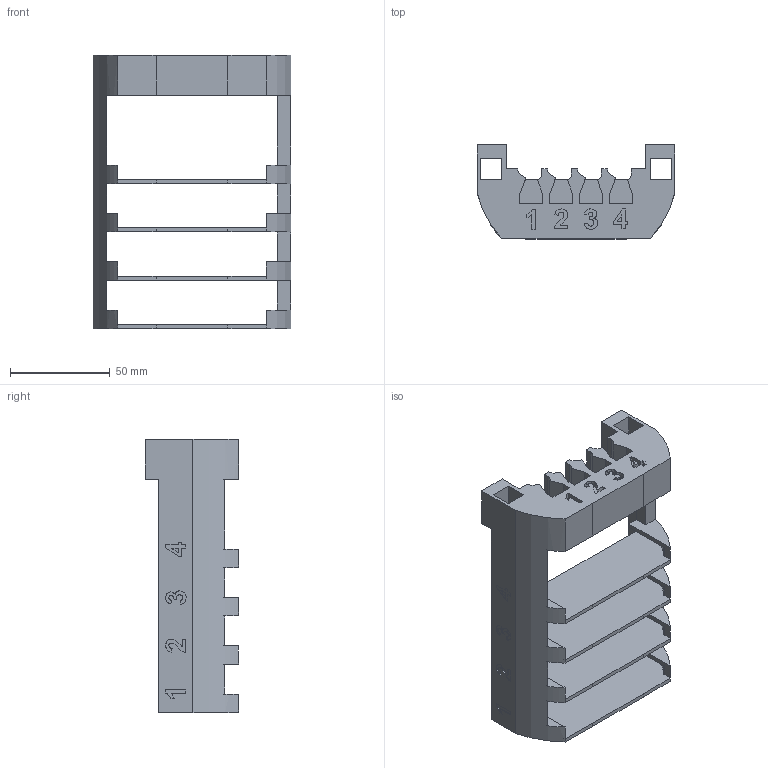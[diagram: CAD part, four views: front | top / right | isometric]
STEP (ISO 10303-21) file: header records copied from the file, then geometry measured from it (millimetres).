
FILE_DESCRIPTION(/* description */ (''),/* implementation_level */ '2;1');
FILE_NAME(/* name */ '',/* time_stamp */ '2025-08-18T17:47:59+09:00',/* author */ (''),/* organization */ (''),/* preprocessor_version */ 'ST-DEVELOPER v20.1',/* originating_system */ 'Autodesk Translation Framework v14.10.0.0',/* authorisation */ '');
FILE_SCHEMA (('AUTOMOTIVE_DESIGN { 1 0 10303 214 3 1 1 }'));
Length unit declared in the file: millimetre
Products named in the file (1): 基板ホルダ3
Bounding box: 99.14 x 47 x 136.8 mm (x, y, z)
Volume: 99936.6 mm3; surface area: 56982.7 mm2
Topology: 1 solids, 1 shells, 422 faces, 1199 edges, 794 vertices
Faces by surface type: plane 257, bspline 135, cylinder 30
Full cylindrical faces by diameter (mm): 3.2 x2, 4.6 x6
Entity records: 14885 total; most frequent: CARTESIAN_POINT 4711, ORIENTED_EDGE 2398, DIRECTION 1573, EDGE_CURVE 1199, LINE 861, VECTOR 861, VERTEX_POINT 794, EDGE_LOOP 453
